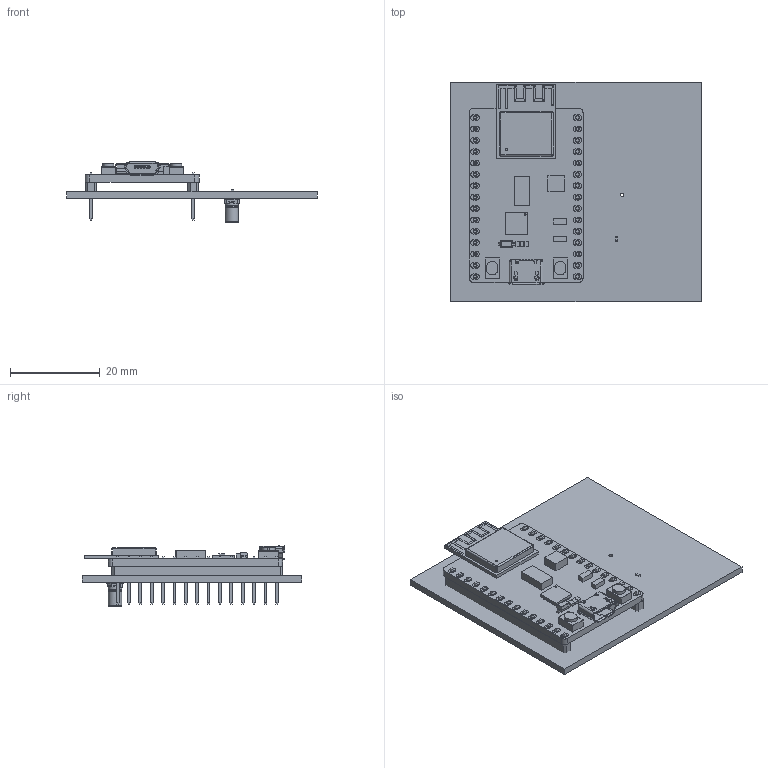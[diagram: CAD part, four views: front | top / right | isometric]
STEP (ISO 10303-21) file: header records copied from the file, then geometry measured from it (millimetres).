
FILE_DESCRIPTION(('KiCad electronic assembly'),'2;1');
FILE_NAME('AudioWaveProject.step','2025-12-10T06:07:51',('Pcbnew'),( 'Kicad'),'Open CASCADE STEP processor 7.9','KiCad to STEP converter' ,'Unknown');
FILE_SCHEMA(('AUTOMOTIVE_DESIGN { 1 0 10303 214 1 1 1 1 }'));
Length unit declared in the file: millimetre
Products named in the file (10): AudioWaveProject 1; R_0402_1005Metric; ESP32-C3-DEVKITM-1--3DModel-STEP-56544; ESP32-C3-DEVKITM-1_ESP32-C3-DEVKITM-1; CP2102N-A02-GQFN28_CP2102N-A02-GQFN28; 1N5819HW-7-F_1N5819HW-7-F; ESP32-C3-MINI-1_ESP32-C3-MINI-1; USB3080-30-00-A-; CP_Elec_3x5.3; AudioWaveProject_PCB
Assembly tree (9 placements, depth 3):
  AudioWaveProject 1
    R_0402_1005Metric
    ESP32-C3-DEVKITM-1--3DModel-STEP-56544
      ESP32-C3-DEVKITM-1_ESP32-C3-DEVKITM-1
      CP2102N-A02-GQFN28_CP2102N-A02-GQFN28
      1N5819HW-7-F_1N5819HW-7-F
      ESP32-C3-MINI-1_ESP32-C3-MINI-1
      USB3080-30-00-A-
    CP_Elec_3x5.3
    AudioWaveProject_PCB
Bounding box: 55.95 x 48.97 x 13.62 mm (x, y, z)
Volume: 6686.1 mm3; surface area: 12356.7 mm2
Topology: 210 solids, 210 shells, 2977 faces, 7093 edges, 4583 vertices
Faces by surface type: plane 2406, cylinder 540, bspline 24, torus 4, cone 2, revolution 1
Full cylindrical faces by diameter (mm): 0.8 x1, 0.9 x30, 3 x2
Entity records: 87483 total; most frequent: CARTESIAN_POINT 15434, ORIENTED_EDGE 14170, DIRECTION 14012, EDGE_CURVE 7085, LINE 5981, VECTOR 5981, VERTEX_POINT 4583, AXIS2_PLACEMENT_3D 4015
